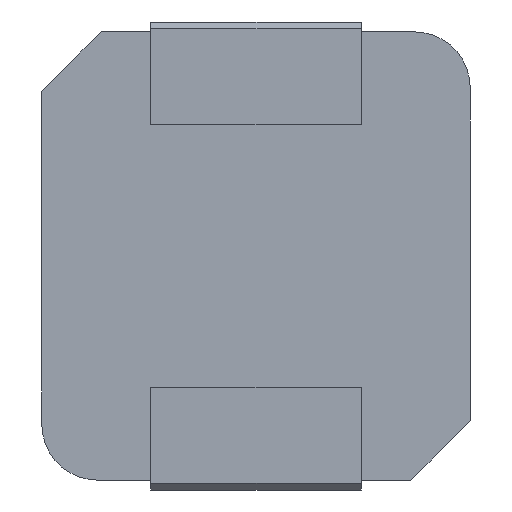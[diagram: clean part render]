
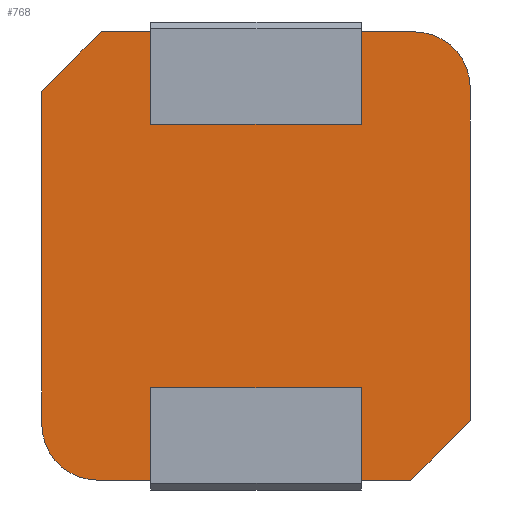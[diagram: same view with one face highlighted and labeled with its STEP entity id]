
A CAD part, front view. The second image highlights one B-rep face of the part: STEP entity #768.
In plain terms, the highlighted planar face has unit normal (0, -1, 0).
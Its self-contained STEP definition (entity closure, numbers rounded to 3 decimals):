
#13 = EDGE_CURVE ( 'NONE', #254, #853, #542, .T. ) ;
#17 = ORIENTED_EDGE ( 'NONE', *, *, #1242, .F. ) ;
#24 = FACE_OUTER_BOUND ( 'NONE', #965, .T. ) ;
#39 = DIRECTION ( 'NONE',  ( -1., 0., 0. ) ) ;
#48 = PLANE ( 'NONE',  #147 ) ;
#67 = ORIENTED_EDGE ( 'NONE', *, *, #83, .F. ) ;
#68 = DIRECTION ( 'NONE',  ( 0., 0., -1. ) ) ;
#70 = DIRECTION ( 'NONE',  ( 0.707, 0., 0.707 ) ) ;
#72 = VECTOR ( 'NONE', #500, 1000. ) ;
#78 = VERTEX_POINT ( 'NONE', #1108 ) ;
#83 = EDGE_CURVE ( 'NONE', #636, #853, #1032, .T. ) ;
#113 = CARTESIAN_POINT ( 'NONE',  ( -3.25, 0., 3.4 ) ) ;
#115 = AXIS2_PLACEMENT_3D ( 'NONE', #623, #723, #1204 ) ;
#120 = CARTESIAN_POINT ( 'NONE',  ( 2.4, 0., 3.4 ) ) ;
#136 = VERTEX_POINT ( 'NONE', #268 ) ;
#147 = AXIS2_PLACEMENT_3D ( 'NONE', #754, #415, #777 ) ;
#154 = DIRECTION ( 'NONE',  ( 0., 0., 1. ) ) ;
#182 = VERTEX_POINT ( 'NONE', #1466 ) ;
#206 = VERTEX_POINT ( 'NONE', #1137 ) ;
#213 = VECTOR ( 'NONE', #68, 1000. ) ;
#215 = ORIENTED_EDGE ( 'NONE', *, *, #1271, .F. ) ;
#246 = ORIENTED_EDGE ( 'NONE', *, *, #682, .F. ) ;
#252 = EDGE_CURVE ( 'NONE', #660, #78, #459, .T. ) ;
#254 = VERTEX_POINT ( 'NONE', #424 ) ;
#268 = CARTESIAN_POINT ( 'NONE',  ( 3.25, 0., 2.55 ) ) ;
#313 = LINE ( 'NONE', #113, #1547 ) ;
#324 = VERTEX_POINT ( 'NONE', #1157 ) ;
#353 = EDGE_CURVE ( 'NONE', #716, #324, #998, .T. ) ;
#366 = CARTESIAN_POINT ( 'NONE',  ( 3.25, 0., 3.4 ) ) ;
#370 = ORIENTED_EDGE ( 'NONE', *, *, #897, .T. ) ;
#371 = LINE ( 'NONE', #704, #504 ) ;
#373 = CARTESIAN_POINT ( 'NONE',  ( -3.25, 0., 3.4 ) ) ;
#403 = ORIENTED_EDGE ( 'NONE', *, *, #1140, .F. ) ;
#415 = DIRECTION ( 'NONE',  ( 0., -1., 0. ) ) ;
#417 = EDGE_CURVE ( 'NONE', #859, #420, #1554, .T. ) ;
#419 = ORIENTED_EDGE ( 'NONE', *, *, #1395, .T. ) ;
#420 = VERTEX_POINT ( 'NONE', #570 ) ;
#424 = CARTESIAN_POINT ( 'NONE',  ( -3.25, 0., -2.55 ) ) ;
#436 = AXIS2_PLACEMENT_3D ( 'NONE', #489, #972, #615 ) ;
#439 = CARTESIAN_POINT ( 'NONE',  ( -1.6, 0., -2. ) ) ;
#452 = EDGE_CURVE ( 'NONE', #636, #859, #371, .T. ) ;
#459 = LINE ( 'NONE', #791, #1420 ) ;
#464 = ORIENTED_EDGE ( 'NONE', *, *, #252, .F. ) ;
#486 = CARTESIAN_POINT ( 'NONE',  ( -1.6, 0., -3.4 ) ) ;
#489 = CARTESIAN_POINT ( 'NONE',  ( -2.4, 0., -2.55 ) ) ;
#500 = DIRECTION ( 'NONE',  ( 0., 0., -1. ) ) ;
#504 = VECTOR ( 'NONE', #582, 1000. ) ;
#528 = CIRCLE ( 'NONE', #115, 0.85 ) ;
#542 = CIRCLE ( 'NONE', #436, 0.85 ) ;
#554 = CARTESIAN_POINT ( 'NONE',  ( -2.4, 0., -3.4 ) ) ;
#564 = VECTOR ( 'NONE', #154, 1000. ) ;
#570 = CARTESIAN_POINT ( 'NONE',  ( 1.6, 0., -2. ) ) ;
#582 = DIRECTION ( 'NONE',  ( 0., 0., 1. ) ) ;
#596 = EDGE_CURVE ( 'NONE', #136, #1509, #528, .T. ) ;
#608 = DIRECTION ( 'NONE',  ( -1., 0., 0. ) ) ;
#615 = DIRECTION ( 'NONE',  ( 0., 0., -1. ) ) ;
#617 = VERTEX_POINT ( 'NONE', #1550 ) ;
#623 = CARTESIAN_POINT ( 'NONE',  ( 2.4, 0., 2.55 ) ) ;
#636 = VERTEX_POINT ( 'NONE', #486 ) ;
#643 = VECTOR ( 'NONE', #696, 1000. ) ;
#660 = VERTEX_POINT ( 'NONE', #1088 ) ;
#677 = ORIENTED_EDGE ( 'NONE', *, *, #596, .T. ) ;
#682 = EDGE_CURVE ( 'NONE', #976, #206, #984, .T. ) ;
#696 = DIRECTION ( 'NONE',  ( -0.707, 0., -0.707 ) ) ;
#704 = CARTESIAN_POINT ( 'NONE',  ( -1.6, 0., -3.55 ) ) ;
#712 = CARTESIAN_POINT ( 'NONE',  ( 1.6, 0., 3.55 ) ) ;
#716 = VERTEX_POINT ( 'NONE', #1463 ) ;
#723 = DIRECTION ( 'NONE',  ( 0., -1., 0. ) ) ;
#731 = CARTESIAN_POINT ( 'NONE',  ( -1.6, 0., 3.55 ) ) ;
#754 = CARTESIAN_POINT ( 'NONE',  ( 0., 0., 0. ) ) ;
#756 = CARTESIAN_POINT ( 'NONE',  ( -3.25, 0., -3.4 ) ) ;
#761 = EDGE_CURVE ( 'NONE', #254, #324, #1293, .T. ) ;
#768 = ADVANCED_FACE ( 'NONE', ( #24 ), #48, .T. ) ;
#777 = DIRECTION ( 'NONE',  ( 0., 0., -1. ) ) ;
#784 = CARTESIAN_POINT ( 'NONE',  ( -1.6, 0., -2. ) ) ;
#791 = CARTESIAN_POINT ( 'NONE',  ( -1.6, 0., 2. ) ) ;
#819 = LINE ( 'NONE', #731, #72 ) ;
#838 = ORIENTED_EDGE ( 'NONE', *, *, #452, .T. ) ;
#849 = VECTOR ( 'NONE', #1178, 1000. ) ;
#853 = VERTEX_POINT ( 'NONE', #554 ) ;
#859 = VERTEX_POINT ( 'NONE', #784 ) ;
#892 = DIRECTION ( 'NONE',  ( 1., 0., 0. ) ) ;
#897 = EDGE_CURVE ( 'NONE', #976, #1499, #1019, .T. ) ;
#904 = CARTESIAN_POINT ( 'NONE',  ( 1.6, 0., -3.55 ) ) ;
#909 = VECTOR ( 'NONE', #608, 1000. ) ;
#915 = LINE ( 'NONE', #373, #1101 ) ;
#965 = EDGE_LOOP ( 'NONE', ( #1377, #1038, #67, #838, #1239, #419, #246, #370, #1233, #677, #1390, #403, #464, #17, #215, #1494 ) ) ;
#970 = CARTESIAN_POINT ( 'NONE',  ( 3.25, 0., -2.5 ) ) ;
#972 = DIRECTION ( 'NONE',  ( 0., -1., 0. ) ) ;
#976 = VERTEX_POINT ( 'NONE', #1258 ) ;
#984 = LINE ( 'NONE', #1218, #909 ) ;
#998 = LINE ( 'NONE', #1039, #643 ) ;
#1019 = LINE ( 'NONE', #1023, #1373 ) ;
#1023 = CARTESIAN_POINT ( 'NONE',  ( 2.875, 0., -2.875 ) ) ;
#1032 = LINE ( 'NONE', #756, #1155 ) ;
#1038 = ORIENTED_EDGE ( 'NONE', *, *, #13, .T. ) ;
#1039 = CARTESIAN_POINT ( 'NONE',  ( -2.875, 0., 2.875 ) ) ;
#1053 = LINE ( 'NONE', #712, #849 ) ;
#1088 = CARTESIAN_POINT ( 'NONE',  ( -1.6, 0., 2. ) ) ;
#1101 = VECTOR ( 'NONE', #1374, 1000. ) ;
#1108 = CARTESIAN_POINT ( 'NONE',  ( 1.6, 0., 2. ) ) ;
#1137 = CARTESIAN_POINT ( 'NONE',  ( 1.6, 0., -3.4 ) ) ;
#1140 = EDGE_CURVE ( 'NONE', #78, #617, #1053, .T. ) ;
#1155 = VECTOR ( 'NONE', #39, 1000. ) ;
#1157 = CARTESIAN_POINT ( 'NONE',  ( -3.25, 0., 2.5 ) ) ;
#1178 = DIRECTION ( 'NONE',  ( 0., 0., 1. ) ) ;
#1185 = DIRECTION ( 'NONE',  ( 0., 0., -1. ) ) ;
#1204 = DIRECTION ( 'NONE',  ( 0., 0., -1. ) ) ;
#1218 = CARTESIAN_POINT ( 'NONE',  ( -3.25, 0., -3.4 ) ) ;
#1233 = ORIENTED_EDGE ( 'NONE', *, *, #1534, .F. ) ;
#1239 = ORIENTED_EDGE ( 'NONE', *, *, #417, .T. ) ;
#1240 = VECTOR ( 'NONE', #1405, 1000. ) ;
#1242 = EDGE_CURVE ( 'NONE', #182, #660, #819, .T. ) ;
#1258 = CARTESIAN_POINT ( 'NONE',  ( 2.35, 0., -3.4 ) ) ;
#1271 = EDGE_CURVE ( 'NONE', #716, #182, #915, .T. ) ;
#1293 = LINE ( 'NONE', #1469, #564 ) ;
#1309 = DIRECTION ( 'NONE',  ( 1., 0., 0. ) ) ;
#1323 = LINE ( 'NONE', #904, #213 ) ;
#1373 = VECTOR ( 'NONE', #70, 1000. ) ;
#1374 = DIRECTION ( 'NONE',  ( 1., 0., 0. ) ) ;
#1377 = ORIENTED_EDGE ( 'NONE', *, *, #761, .F. ) ;
#1390 = ORIENTED_EDGE ( 'NONE', *, *, #1480, .F. ) ;
#1395 = EDGE_CURVE ( 'NONE', #420, #206, #1323, .T. ) ;
#1405 = DIRECTION ( 'NONE',  ( 1., 0., 0. ) ) ;
#1420 = VECTOR ( 'NONE', #892, 1000. ) ;
#1432 = LINE ( 'NONE', #366, #1506 ) ;
#1463 = CARTESIAN_POINT ( 'NONE',  ( -2.35, 0., 3.4 ) ) ;
#1466 = CARTESIAN_POINT ( 'NONE',  ( -1.6, 0., 3.4 ) ) ;
#1469 = CARTESIAN_POINT ( 'NONE',  ( -3.25, 0., 3.4 ) ) ;
#1480 = EDGE_CURVE ( 'NONE', #617, #1509, #313, .T. ) ;
#1494 = ORIENTED_EDGE ( 'NONE', *, *, #353, .T. ) ;
#1499 = VERTEX_POINT ( 'NONE', #970 ) ;
#1506 = VECTOR ( 'NONE', #1185, 1000. ) ;
#1509 = VERTEX_POINT ( 'NONE', #120 ) ;
#1534 = EDGE_CURVE ( 'NONE', #136, #1499, #1432, .T. ) ;
#1547 = VECTOR ( 'NONE', #1309, 1000. ) ;
#1550 = CARTESIAN_POINT ( 'NONE',  ( 1.6, 0., 3.4 ) ) ;
#1554 = LINE ( 'NONE', #439, #1240 ) ;
